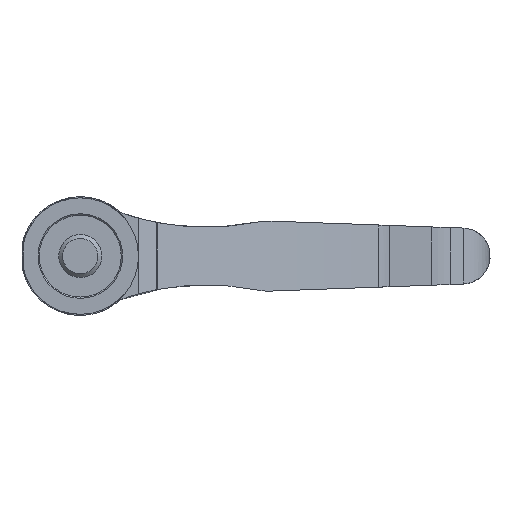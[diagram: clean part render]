
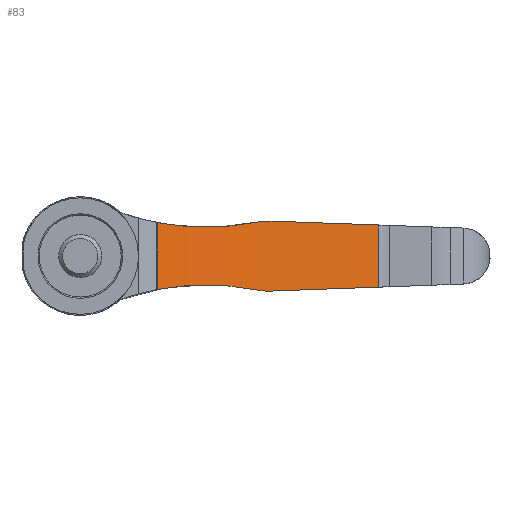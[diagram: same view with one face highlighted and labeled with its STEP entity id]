
A CAD part, front view. The second image highlights one B-rep face of the part: STEP entity #83.
In plain terms, the highlighted cylindrical face has radius 252.32 mm (diameter 504.64 mm), a partial arc.
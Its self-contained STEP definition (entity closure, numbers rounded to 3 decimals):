
#83 = ADVANCED_FACE( '', ( #218 ), #219, .F. );
#218 = FACE_OUTER_BOUND( '', #418, .T. );
#219 = CYLINDRICAL_SURFACE( '', #419, 252.32 );
#418 = EDGE_LOOP( '', ( #612, #613, #614, #615, #616, #617, #618, #619 ) );
#419 = AXIS2_PLACEMENT_3D( '', #620, #621, #622 );
#612 = ORIENTED_EDGE( '', *, *, #1124, .T. );
#613 = ORIENTED_EDGE( '', *, *, #1125, .F. );
#614 = ORIENTED_EDGE( '', *, *, #1126, .T. );
#615 = ORIENTED_EDGE( '', *, *, #1127, .T. );
#616 = ORIENTED_EDGE( '', *, *, #1128, .F. );
#617 = ORIENTED_EDGE( '', *, *, #1129, .T. );
#618 = ORIENTED_EDGE( '', *, *, #1130, .T. );
#619 = ORIENTED_EDGE( '', *, *, #1131, .F. );
#620 = CARTESIAN_POINT( '', ( 132.162, -195.671, 27.5 ) );
#621 = DIRECTION( '', ( 0., 0., 1. ) );
#622 = DIRECTION( '', ( -1., 0., 0. ) );
#1124 = EDGE_CURVE( '', #1321, #1322, #1323, .T. );
#1125 = EDGE_CURVE( '', #1324, #1322, #1325, .T. );
#1126 = EDGE_CURVE( '', #1324, #1326, #1327, .T. );
#1127 = EDGE_CURVE( '', #1326, #1328, #1329, .F. );
#1128 = EDGE_CURVE( '', #1330, #1328, #1331, .T. );
#1129 = EDGE_CURVE( '', #1330, #1332, #1333, .F. );
#1130 = EDGE_CURVE( '', #1332, #1334, #1335, .T. );
#1131 = EDGE_CURVE( '', #1321, #1334, #1336, .T. );
#1321 = VERTEX_POINT( '', #1615 );
#1322 = VERTEX_POINT( '', #1616 );
#1323 = LINE( '', #1617, #1618 );
#1324 = VERTEX_POINT( '', #1619 );
#1325 = B_SPLINE_CURVE_WITH_KNOTS( '', 3, ( #1620, #1621, #1622, #1623, #1624, #1625 ), .UNSPECIFIED., .F., .F., ( 4, 2, 4 ), ( 0., 0.013, 0.025 ), .UNSPECIFIED. );
#1326 = VERTEX_POINT( '', #1626 );
#1327 = B_SPLINE_CURVE_WITH_KNOTS( '', 3, ( #1627, #1628, #1629, #1630 ), .UNSPECIFIED., .F., .F., ( 4, 4 ), ( 0., 0.003 ), .UNSPECIFIED. );
#1328 = VERTEX_POINT( '', #1631 );
#1329 = ELLIPSE( '', #1632, 252.486, 252.32 );
#1330 = VERTEX_POINT( '', #1633 );
#1331 = LINE( '', #1634, #1635 );
#1332 = VERTEX_POINT( '', #1636 );
#1333 = ELLIPSE( '', #1637, 252.486, 252.32 );
#1334 = VERTEX_POINT( '', #1638 );
#1335 = B_SPLINE_CURVE_WITH_KNOTS( '', 3, ( #1639, #1640, #1641, #1642 ), .UNSPECIFIED., .F., .F., ( 4, 4 ), ( 0., 0.003 ), .UNSPECIFIED. );
#1336 = B_SPLINE_CURVE_WITH_KNOTS( '', 3, ( #1643, #1644, #1645, #1646, #1647, #1648 ), .UNSPECIFIED., .F., .F., ( 4, 2, 4 ), ( 0., 0.013, 0.025 ), .UNSPECIFIED. );
#1615 = CARTESIAN_POINT( '', ( 17.866, 29.278, 7.733 ) );
#1616 = CARTESIAN_POINT( '', ( 17.866, 29.278, -7.733 ) );
#1617 = CARTESIAN_POINT( '', ( 17.866, 29.278, 27.5 ) );
#1618 = VECTOR( '', #2308, 1000. );
#1619 = CARTESIAN_POINT( '', ( 41.13, 39.656, -7.875 ) );
#1620 = CARTESIAN_POINT( '', ( 41.13, 39.656, -7.875 ) );
#1621 = CARTESIAN_POINT( '', ( 37.17, 38.124, -7.043 ) );
#1622 = CARTESIAN_POINT( '', ( 33.25, 36.493, -6.645 ) );
#1623 = CARTESIAN_POINT( '', ( 25.496, 33.033, -6.616 ) );
#1624 = CARTESIAN_POINT( '', ( 21.66, 31.205, -6.984 ) );
#1625 = CARTESIAN_POINT( '', ( 17.866, 29.278, -7.733 ) );
#1626 = CARTESIAN_POINT( '', ( 43.967, 40.734, -8.117 ) );
#1627 = CARTESIAN_POINT( '', ( 41.13, 39.656, -7.875 ) );
#1628 = CARTESIAN_POINT( '', ( 42.065, 40.017, -8.071 ) );
#1629 = CARTESIAN_POINT( '', ( 43.011, 40.377, -8.152 ) );
#1630 = CARTESIAN_POINT( '', ( 43.967, 40.734, -8.117 ) );
#1631 = CARTESIAN_POINT( '', ( 69.134, 48.65, -7.203 ) );
#1632 = AXIS2_PLACEMENT_3D( '', #2309, #2310, #2311 );
#1633 = CARTESIAN_POINT( '', ( 69.134, 48.65, 7.203 ) );
#1634 = CARTESIAN_POINT( '', ( 69.134, 48.65, 27.5 ) );
#1635 = VECTOR( '', #2312, 1000. );
#1636 = CARTESIAN_POINT( '', ( 43.967, 40.734, 8.117 ) );
#1637 = AXIS2_PLACEMENT_3D( '', #2313, #2314, #2315 );
#1638 = CARTESIAN_POINT( '', ( 41.13, 39.656, 7.875 ) );
#1639 = CARTESIAN_POINT( '', ( 43.967, 40.734, 8.117 ) );
#1640 = CARTESIAN_POINT( '', ( 43.011, 40.377, 8.152 ) );
#1641 = CARTESIAN_POINT( '', ( 42.065, 40.017, 8.071 ) );
#1642 = CARTESIAN_POINT( '', ( 41.13, 39.656, 7.875 ) );
#1643 = CARTESIAN_POINT( '', ( 17.866, 29.278, 7.733 ) );
#1644 = CARTESIAN_POINT( '', ( 21.66, 31.205, 6.984 ) );
#1645 = CARTESIAN_POINT( '', ( 25.496, 33.033, 6.616 ) );
#1646 = CARTESIAN_POINT( '', ( 33.25, 36.493, 6.645 ) );
#1647 = CARTESIAN_POINT( '', ( 37.17, 38.124, 7.043 ) );
#1648 = CARTESIAN_POINT( '', ( 41.13, 39.656, 7.875 ) );
#2308 = DIRECTION( '', ( 0., 0., -1. ) );
#2309 = CARTESIAN_POINT( '', ( 132.162, -195.671, -4.914 ) );
#2310 = DIRECTION( '', ( -0.036, 0., 0.999 ) );
#2311 = DIRECTION( '', ( -0.999, 0., -0.036 ) );
#2312 = DIRECTION( '', ( 0., 0., -1. ) );
#2313 = CARTESIAN_POINT( '', ( 132.162, -195.671, 4.914 ) );
#2314 = DIRECTION( '', ( -0.036, 0., -0.999 ) );
#2315 = DIRECTION( '', ( 0.999, 0., -0.036 ) );
